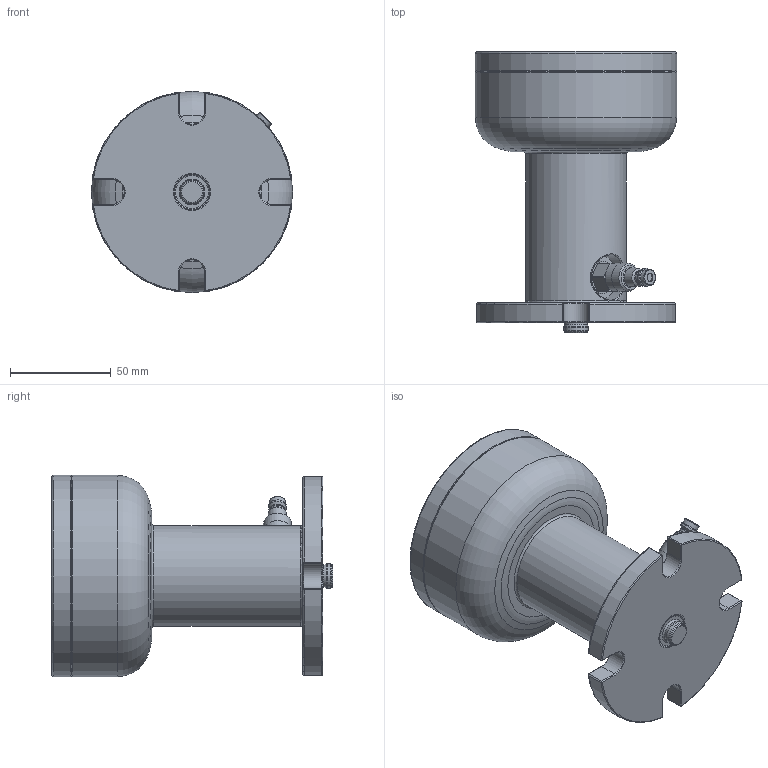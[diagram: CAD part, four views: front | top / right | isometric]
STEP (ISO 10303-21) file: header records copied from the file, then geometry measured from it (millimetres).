
FILE_DESCRIPTION (( 'STEP AP214' ), '1' );
FILE_NAME ('STARK_5000 152_A.STEP', '2020-07-03T11:05:04', ( '' ), ( '' ), 'SwSTEP 2.0', 'SolidWorks 2019', '' );
FILE_SCHEMA (( 'AUTOMOTIVE_DESIGN' ));
Length unit declared in the file: millimetre
Products named in the file (1): STARK_5000 152_A
Bounding box: 100 x 140 x 100 mm (x, y, z)
Volume: 572101 mm3; surface area: 61760.1 mm2
Topology: 1 solids, 4 shells, 308 faces, 691 edges, 422 vertices
Faces by surface type: plane 163, cylinder 52, torus 39, cone 32, bspline 22
Full cylindrical faces by diameter (mm): 4.1 x1, 5 x1, 6.6 x1, 8.1 x1, 8.5 x8, 9 x2, 9.001 x8, 9.6 x1, 10.35 x1, 11.5 x3, 11.85 x1, 11.95 x1, 12 x1, 13.95 x1, 14 x1, 16 x1, 22.5 x1, 32 x1, 32.2 x2, 50 x1, 100 x2
Entity records: 11694 total; most frequent: CARTESIAN_POINT 3213, DIRECTION 1244, ORIENTED_EDGE 1130, EDGE_CURVE 565, AXIS2_PLACEMENT_3D 481, EDGE_LOOP 441, VERTEX_POINT 394, FACE_OUTER_BOUND 377
